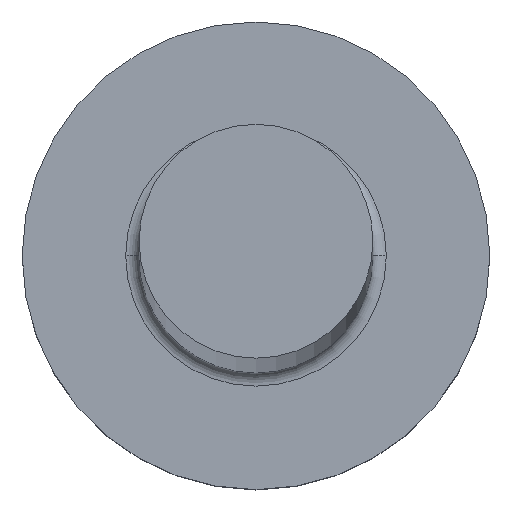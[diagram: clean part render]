
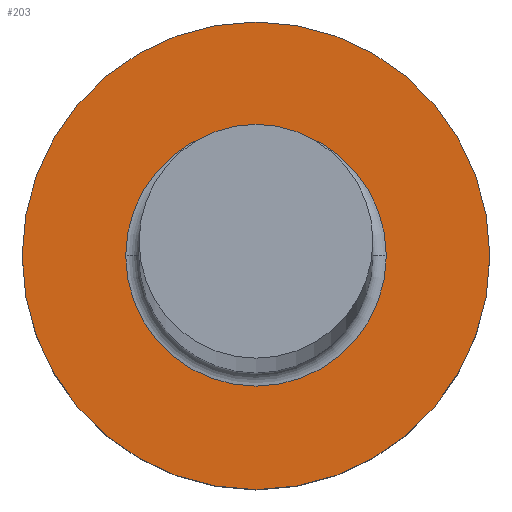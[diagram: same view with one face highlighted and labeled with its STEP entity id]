
A CAD part, top view. The second image highlights one B-rep face of the part: STEP entity #203.
In plain terms, the highlighted planar face has unit normal (0, 0, 1).
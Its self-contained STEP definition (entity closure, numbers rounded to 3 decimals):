
#1 = DIRECTION ( 'NONE',  ( 1., 0., 0. ) ) ;
#3 = DIRECTION ( 'NONE',  ( 0., 0., -1. ) ) ;
#15 = ORIENTED_EDGE ( 'NONE', *, *, #213, .T. ) ;
#21 = CIRCLE ( 'NONE', #27, 3.5 ) ;
#25 = CARTESIAN_POINT ( 'NONE',  ( -1.95, 0., 3. ) ) ;
#27 = AXIS2_PLACEMENT_3D ( 'NONE', #64, #141, #256 ) ;
#35 = VERTEX_POINT ( 'NONE', #264 ) ;
#38 = ORIENTED_EDGE ( 'NONE', *, *, #197, .T. ) ;
#47 = CARTESIAN_POINT ( 'NONE',  ( 0., 0., 3. ) ) ;
#64 = CARTESIAN_POINT ( 'NONE',  ( 0., 0., 3. ) ) ;
#80 = EDGE_LOOP ( 'NONE', ( #102, #154 ) ) ;
#88 = DIRECTION ( 'NONE',  ( 0., 0., 1. ) ) ;
#91 = CARTESIAN_POINT ( 'NONE',  ( 3.5, 0., 3. ) ) ;
#97 = VERTEX_POINT ( 'NONE', #98 ) ;
#98 = CARTESIAN_POINT ( 'NONE',  ( -3.5, 0., 3. ) ) ;
#102 = ORIENTED_EDGE ( 'NONE', *, *, #230, .T. ) ;
#103 = CIRCLE ( 'NONE', #258, 3.5 ) ;
#108 = EDGE_LOOP ( 'NONE', ( #15, #38 ) ) ;
#115 = FACE_BOUND ( 'NONE', #108, .T. ) ;
#116 = FACE_OUTER_BOUND ( 'NONE', #80, .T. ) ;
#130 = CIRCLE ( 'NONE', #208, 1.95 ) ;
#136 = CARTESIAN_POINT ( 'NONE',  ( 0., 0., 3. ) ) ;
#138 = DIRECTION ( 'NONE',  ( 1., 0., 0. ) ) ;
#141 = DIRECTION ( 'NONE',  ( 0., 0., 1. ) ) ;
#154 = ORIENTED_EDGE ( 'NONE', *, *, #279, .T. ) ;
#162 = CARTESIAN_POINT ( 'NONE',  ( 0., 0., 3. ) ) ;
#165 = CARTESIAN_POINT ( 'NONE',  ( 0., 0., 3. ) ) ;
#179 = CIRCLE ( 'NONE', #221, 1.95 ) ;
#197 = EDGE_CURVE ( 'NONE', #263, #35, #179, .T. ) ;
#203 = ADVANCED_FACE ( 'NONE', ( #115, #116 ), #209, .T. ) ;
#208 = AXIS2_PLACEMENT_3D ( 'NONE', #165, #3, #1 ) ;
#209 = PLANE ( 'NONE',  #262 ) ;
#213 = EDGE_CURVE ( 'NONE', #35, #263, #130, .T. ) ;
#221 = AXIS2_PLACEMENT_3D ( 'NONE', #47, #235, #138 ) ;
#227 = VERTEX_POINT ( 'NONE', #91 ) ;
#230 = EDGE_CURVE ( 'NONE', #97, #227, #103, .T. ) ;
#235 = DIRECTION ( 'NONE',  ( 0., 0., -1. ) ) ;
#256 = DIRECTION ( 'NONE',  ( 1., 0., 0. ) ) ;
#257 = DIRECTION ( 'NONE',  ( 1., 0., 0. ) ) ;
#258 = AXIS2_PLACEMENT_3D ( 'NONE', #162, #261, #257 ) ;
#261 = DIRECTION ( 'NONE',  ( 0., 0., 1. ) ) ;
#262 = AXIS2_PLACEMENT_3D ( 'NONE', #136, #88, #284 ) ;
#263 = VERTEX_POINT ( 'NONE', #25 ) ;
#264 = CARTESIAN_POINT ( 'NONE',  ( 1.95, 0., 3. ) ) ;
#279 = EDGE_CURVE ( 'NONE', #227, #97, #21, .T. ) ;
#284 = DIRECTION ( 'NONE',  ( 1., 0., 0. ) ) ;
